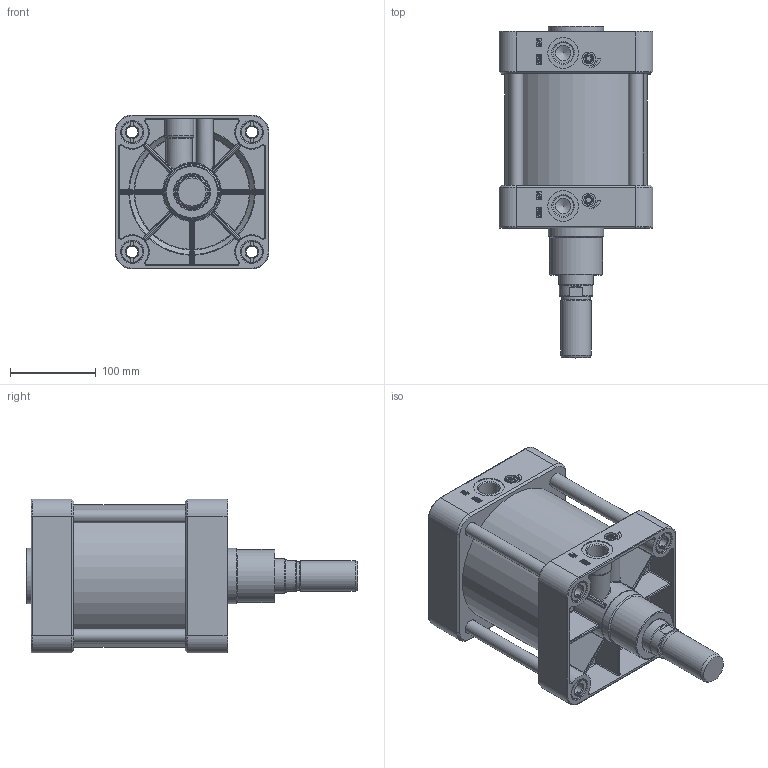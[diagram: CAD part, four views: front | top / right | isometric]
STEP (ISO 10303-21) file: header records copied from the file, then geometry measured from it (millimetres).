
FILE_DESCRIPTION((''),'2;1');
FILE_NAME('UDM160.050.GS.M.stp','2012-09-21T16:41:52',('Administrator'),(''),'Autodesk Inventor 2012','Autodesk Inventor 2012','');
FILE_SCHEMA(('CONFIG_CONTROL_DESIGN'));
Length unit declared in the file: millimetre
Products named in the file (1): UDM160.050.GS.M
Bounding box: 180 x 388 x 180 mm (x, y, z)
Volume: 1994103.7 mm3; surface area: 611266.6 mm2
Topology: 4 solids, 7 shells, 1284 faces, 3009 edges, 1785 vertices
Faces by surface type: plane 393, cylinder 310, bspline 266, torus 161, sphere 88, cone 66
Full cylindrical faces by diameter (mm): 8 x2, 8.2 x2, 8.5 x2, 9.4 x2, 10 x2, 11.8 x4, 12 x4, 13.835 x11, 16 x6, 17.5 x9, 18 x2, 24.117 x2, 25 x8, 26 x8, 32.8 x1, 36 x3, 39 x1, 40 x1, 41 x1, 62 x1, 65 x2, 66.5 x2, 160 x1, 167 x1
Entity records: 44660 total; most frequent: CARTESIAN_POINT 16125, ORIENTED_EDGE 5634, DIRECTION 5356, EDGE_CURVE 2817, AXIS2_PLACEMENT_3D 2122, VERTEX_POINT 1751, EDGE_LOOP 1514, STYLED_ITEM 1288
